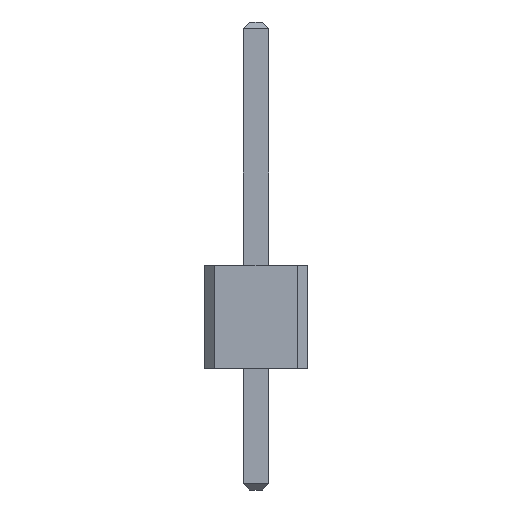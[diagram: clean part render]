
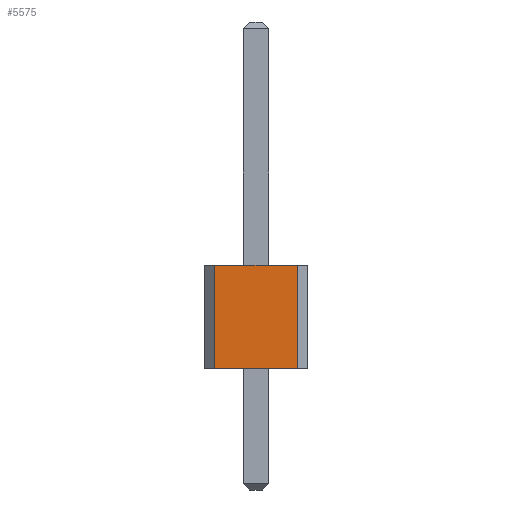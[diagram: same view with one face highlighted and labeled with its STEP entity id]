
A CAD part, front view. The second image highlights one B-rep face of the part: STEP entity #5575.
In plain terms, the highlighted planar face has unit normal (0, -1, 0).
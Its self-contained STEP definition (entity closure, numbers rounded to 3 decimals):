
#13=DIRECTION('',(0.,0.,1.));
#27=VECTOR('',#13,1.);
#89=DIRECTION('',(1.,0.,0.));
#563=VERTEX_POINT('',#564);
#564=CARTESIAN_POINT('',(-1.016,-80.01,0.));
#567=EDGE_CURVE('',#563,#568,#570,.T.);
#568=VERTEX_POINT('',#569);
#569=CARTESIAN_POINT('',(1.016,-80.01,0.));
#570=LINE('',#564,#571);
#571=VECTOR('',#89,1.);
#585=DIRECTION('',(0.,1.,0.));
#2364=VERTEX_POINT('',#2365);
#2365=CARTESIAN_POINT('',(-1.016,-80.01,2.54));
#2367=ORIENTED_EDGE('',*,*,#2368,.T.);
#2368=EDGE_CURVE('',#2364,#2369,#2371,.T.);
#2369=VERTEX_POINT('',#2370);
#2370=CARTESIAN_POINT('',(1.016,-80.01,2.54));
#2371=LINE('',#2365,#571);
#5560=EDGE_CURVE('',#563,#2364,#5561,.T.);
#5561=LINE('',#564,#27);
#5575=ADVANCED_FACE('',(#5576),#5583,.F.);
#5576=FACE_BOUND('',#5577,.F.);
#5577=EDGE_LOOP('',(#5578,#2367,#5579,#5582));
#5578=ORIENTED_EDGE('',*,*,#5560,.T.);
#5579=ORIENTED_EDGE('',*,*,#5580,.F.);
#5580=EDGE_CURVE('',#568,#2369,#5581,.T.);
#5581=LINE('',#569,#27);
#5582=ORIENTED_EDGE('',*,*,#567,.F.);
#5583=PLANE('',#5584);
#5584=AXIS2_PLACEMENT_3D('',#564,#585,#89);
